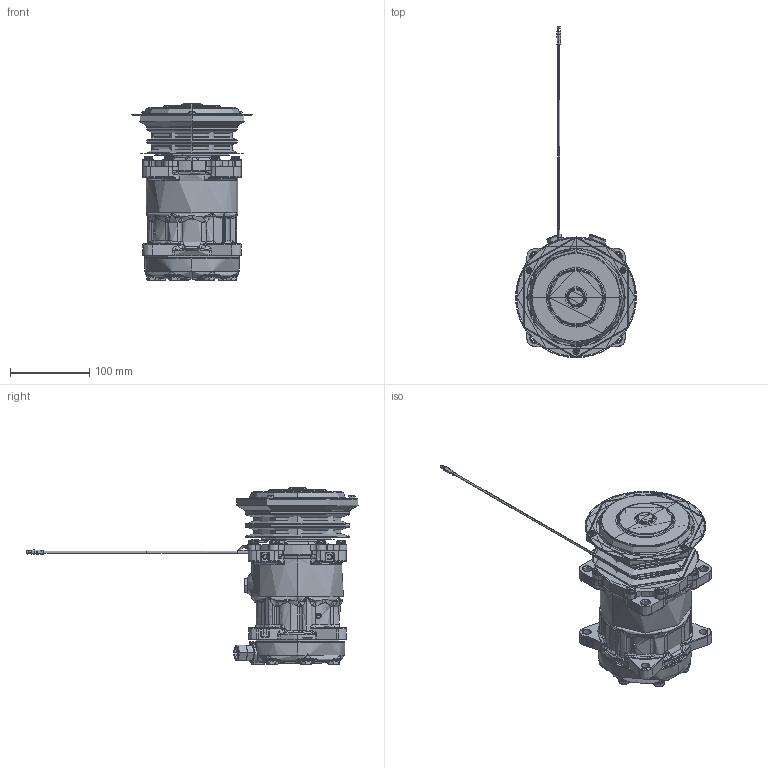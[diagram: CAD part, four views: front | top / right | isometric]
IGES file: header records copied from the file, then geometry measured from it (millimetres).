
Start section: START RECORD GO HERE.
Global section: file name: SANDEN_4654_REV_D_COMPR_AC.igs; native system: DASSAULT SYSTEMES CATIA V5 R20 - www.3ds.com; preprocessor: CATIA Version 5 Release 20 SP 7 ; author: dlee; organization: SIA_WYLIE; date: 20131018.083941; units: millimetre
Bounding box: 152.4 x 419.4 x 224.48 mm (x, y, z)
Topology: 0 solids, 0 shells, 2569 faces, 31593 edges, 31546 vertices
Faces by surface type: revolution 1086, bspline 869, plane 614
